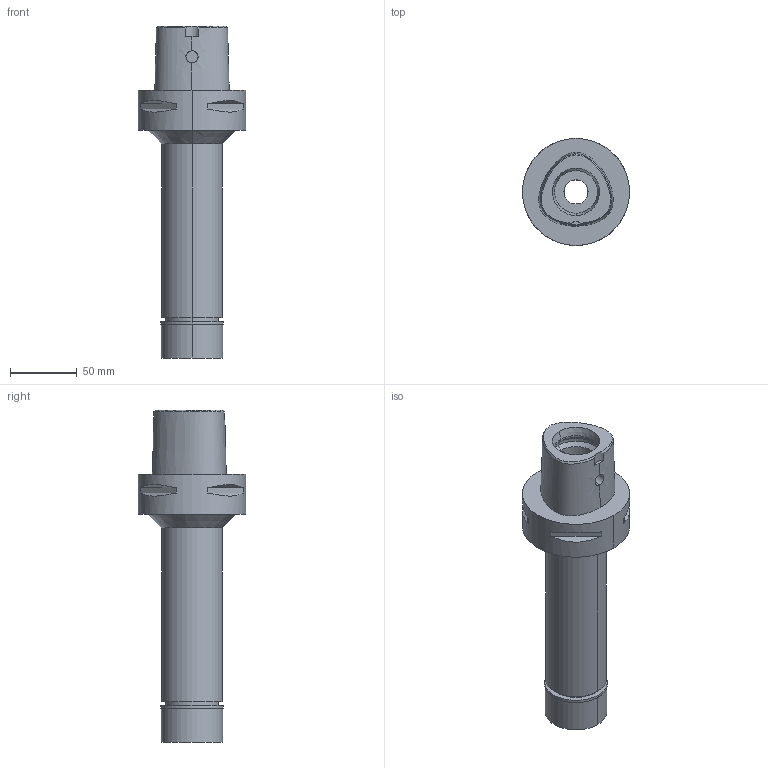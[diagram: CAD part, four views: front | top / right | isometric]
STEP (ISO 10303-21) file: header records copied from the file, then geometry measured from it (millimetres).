
FILE_DESCRIPTION((''),'2;1');
FILE_NAME('C8-MEGA20N-200-200_ASM','2019-01-23T',('ykawabe'),(''),'CREO PARAMETRIC BY PTC INC, 2016380','CREO PARAMETRIC BY PTC INC, 2016380','');
FILE_SCHEMA(('AUTOMOTIVE_DESIGN { 1 0 10303 214 1 1 1 1 }'));
Length unit declared in the file: millimetre
Products named in the file (5): C8-MEGA20N-200_1; NBC20-20_1; MGN20_1; DXF_TEMP_ASSY_ASM_4_ASM; C8-MEGA20N-200-200_ASM
Assembly tree (4 placements, depth 3):
  C8-MEGA20N-200-200_ASM
    DXF_TEMP_ASSY_ASM_4_ASM
      C8-MEGA20N-200_1
      NBC20-20_1
      MGN20_1
Bounding box: 80 x 80 x 248 mm (x, y, z)
Volume: 448671.9 mm3; surface area: 78687.6 mm2
Topology: 3 solids, 3 shells, 110 faces, 236 edges, 149 vertices
Faces by surface type: cylinder 45, plane 43, cone 16, bspline 4, torus 2
Entity records: 5616 total; most frequent: CARTESIAN_POINT 1641, DIRECTION 588, ORIENTED_EDGE 472, AXIS2_PLACEMENT_3D 249, PRESENTATION_STYLE_ASSIGNMENT 244, STYLED_ITEM 244, CURVE_STYLE 241, EDGE_CURVE 236
